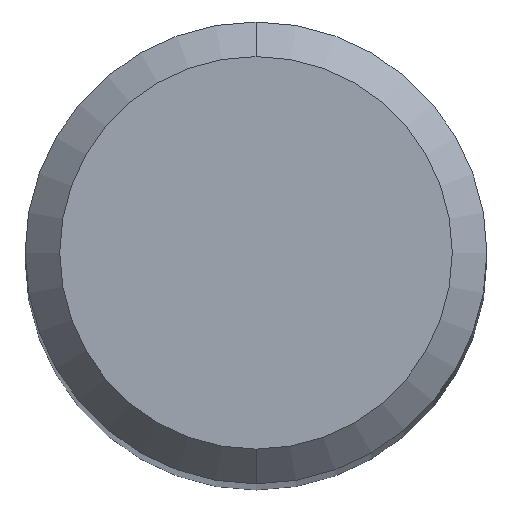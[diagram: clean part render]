
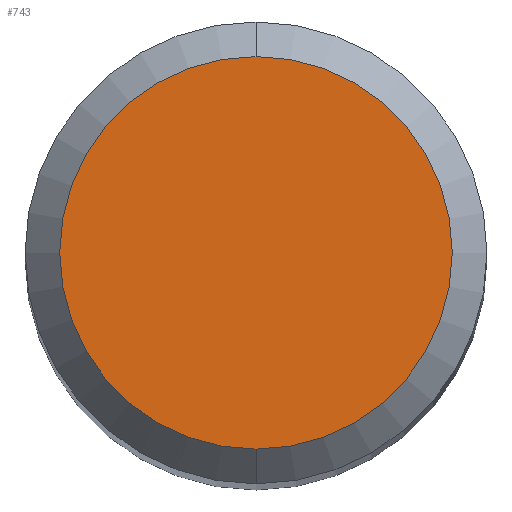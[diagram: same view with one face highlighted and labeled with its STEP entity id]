
A CAD part, top view. The second image highlights one B-rep face of the part: STEP entity #743.
In plain terms, the highlighted planar face has unit normal (0, 0, 1).
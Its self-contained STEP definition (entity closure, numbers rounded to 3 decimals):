
#481=EDGE_CURVE('',#923,#703,#1312,.T.);
#485=EDGE_CURVE('',#703,#923,#1316,.T.);
#703=VERTEX_POINT('',#1548);
#743=ADVANCED_FACE('',(#1592),#1593,.T.);
#923=VERTEX_POINT('',#1792);
#1312=CIRCLE('',#2300,1.7);
#1316=CIRCLE('',#2305,1.7);
#1548=CARTESIAN_POINT('',(0.0,1.7,0.0));
#1592=FACE_OUTER_BOUND('',#3364,.T.);
#1593=PLANE('',#3365);
#1792=CARTESIAN_POINT('',(0.,-1.7,0.0));
#2300=AXIS2_PLACEMENT_3D('',#6196,#6197,#6198);
#2305=AXIS2_PLACEMENT_3D('',#6199,#6200,#6201);
#3364=EDGE_LOOP('',(#6431,#6432));
#3365=AXIS2_PLACEMENT_3D('',#6433,#6434,#6435);
#6196=CARTESIAN_POINT('',(0.0,0.0,0.0));
#6197=DIRECTION('',(0.0,0.0,-1.0));
#6198=DIRECTION('',(0.0,1.0,0.0));
#6199=CARTESIAN_POINT('',(0.0,0.0,0.0));
#6200=DIRECTION('',(0.0,0.0,-1.0));
#6201=DIRECTION('',(0.0,1.0,0.0));
#6431=ORIENTED_EDGE('',*,*,#485,.F.);
#6432=ORIENTED_EDGE('',*,*,#481,.F.);
#6433=CARTESIAN_POINT('',(0.0,0.85,0.0));
#6434=DIRECTION('',(-0.0,0.0,1.0));
#6435=DIRECTION('',(0.0,-1.0,0.0));
